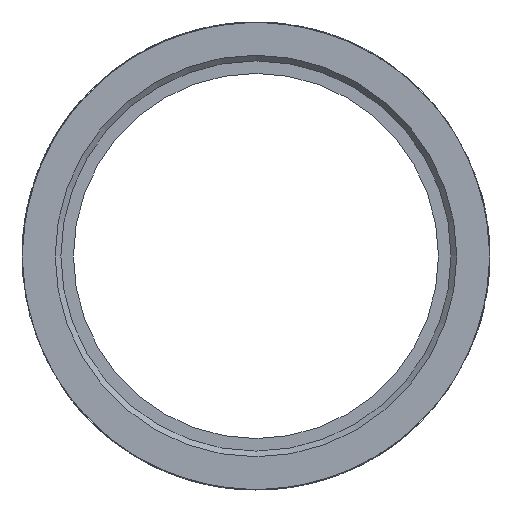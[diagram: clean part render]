
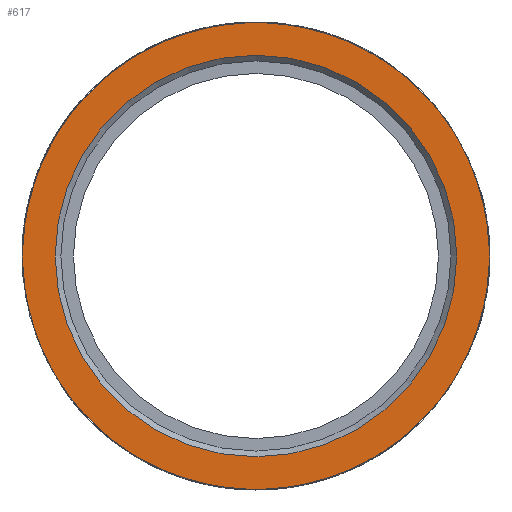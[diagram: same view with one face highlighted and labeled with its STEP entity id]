
A CAD part, left-side view. The second image highlights one B-rep face of the part: STEP entity #617.
In plain terms, the highlighted planar face has unit normal (-1, 0, 0).
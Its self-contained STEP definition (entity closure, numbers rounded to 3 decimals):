
#612=PLANE('',#3356);
#617=ADVANCED_FACE('',(#844,#845),#612,.F.);
#844=FACE_BOUND('',#1054,.T.);
#845=FACE_BOUND('',#1055,.T.);
#1054=EDGE_LOOP('',(#1316));
#1055=EDGE_LOOP('',(#1317));
#1316=ORIENTED_EDGE('',*,*,#2790,.T.);
#1317=ORIENTED_EDGE('',*,*,#2788,.T.);
#2296=VERTEX_POINT('',#3962);
#2298=VERTEX_POINT('',#3967);
#2788=EDGE_CURVE('',#2296,#2296,#3280,.T.);
#2790=EDGE_CURVE('',#2298,#2298,#3282,.T.);
#3280=CIRCLE('',#3352,20.5);
#3282=CIRCLE('',#3355,17.6);
#3352=AXIS2_PLACEMENT_3D('',#3961,#3556,#3557);
#3355=AXIS2_PLACEMENT_3D('',#3966,#3562,#3563);
#3356=AXIS2_PLACEMENT_3D('',#3968,#3564,#3565);
#3556=DIRECTION('',(-1.,0.,0.));
#3557=DIRECTION('',(0.,0.,1.));
#3562=DIRECTION('',(1.,0.,0.));
#3563=DIRECTION('',(0.,0.,-1.));
#3564=DIRECTION('',(1.,0.,0.));
#3565=DIRECTION('',(0.,0.,-1.));
#3961=CARTESIAN_POINT('',(-24.52,0.,0.));
#3962=CARTESIAN_POINT('',(-24.52,0.,20.5));
#3966=CARTESIAN_POINT('',(-24.52,0.,0.));
#3967=CARTESIAN_POINT('',(-24.52,0.,-17.6));
#3968=CARTESIAN_POINT('',(-24.52,20.5,0.));
